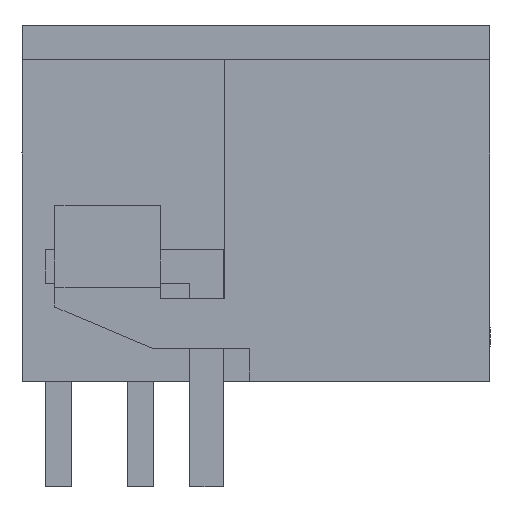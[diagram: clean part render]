
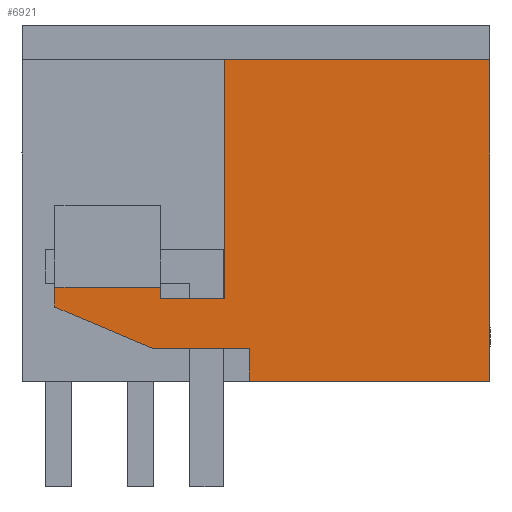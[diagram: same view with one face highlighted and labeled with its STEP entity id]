
A CAD part, left-side view. The second image highlights one B-rep face of the part: STEP entity #6921.
In plain terms, the highlighted planar face has unit normal (-1, 0, 0).
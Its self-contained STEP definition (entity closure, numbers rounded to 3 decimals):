
#6859=AXIS2_PLACEMENT_3D('Plane Axis2P3D',#6856,#6857,#6858) ;
#4333=CARTESIAN_POINT('Vertex',(0.,0.,12.95)) ;
#4336=CARTESIAN_POINT('Line Origine',(0.,0.,8.075)) ;
#4340=CARTESIAN_POINT('Vertex',(0.,0.,3.2)) ;
#6352=CARTESIAN_POINT('Line Origine',(0.,3.65,3.2)) ;
#6356=CARTESIAN_POINT('Vertex',(0.,7.3,3.2)) ;
#6499=CARTESIAN_POINT('Vertex',(0.,8.05,12.95)) ;
#6502=CARTESIAN_POINT('Line Origine',(0.,4.025,12.95)) ;
#6840=CARTESIAN_POINT('Vertex',(0.,7.3,4.197)) ;
#6843=CARTESIAN_POINT('Line Origine',(0.,7.3,3.698)) ;
#6856=CARTESIAN_POINT('Axis2P3D Location',(0.,0.,12.95)) ;
#6861=CARTESIAN_POINT('Line Origine',(0.,8.05,9.325)) ;
#6865=CARTESIAN_POINT('Vertex',(0.,8.05,5.7)) ;
#6868=CARTESIAN_POINT('Line Origine',(0.,9.025,5.7)) ;
#6872=CARTESIAN_POINT('Vertex',(0.,10.,5.7)) ;
#6875=CARTESIAN_POINT('Line Origine',(0.,10.,5.875)) ;
#6879=CARTESIAN_POINT('Vertex',(0.,10.,6.05)) ;
#6882=CARTESIAN_POINT('Line Origine',(0.,11.6,6.05)) ;
#6886=CARTESIAN_POINT('Vertex',(0.,13.2,6.05)) ;
#6889=CARTESIAN_POINT('Line Origine',(0.,13.2,5.75)) ;
#6893=CARTESIAN_POINT('Vertex',(0.,13.2,5.45)) ;
#6896=CARTESIAN_POINT('Line Origine',(0.,11.721,4.823)) ;
#6900=CARTESIAN_POINT('Vertex',(0.,10.242,4.197)) ;
#6903=CARTESIAN_POINT('Line Origine',(0.,8.771,4.197)) ;
#4337=DIRECTION('Vector Direction',(0.,0.,-1.)) ;
#6353=DIRECTION('Vector Direction',(0.,1.,0.)) ;
#6503=DIRECTION('Vector Direction',(0.,1.,0.)) ;
#6844=DIRECTION('Vector Direction',(0.,0.,-1.)) ;
#6857=DIRECTION('Axis2P3D Direction',(1.,0.,0.)) ;
#6858=DIRECTION('Axis2P3D XDirection',(0.,0.,-1.)) ;
#6862=DIRECTION('Vector Direction',(0.,0.,1.)) ;
#6869=DIRECTION('Vector Direction',(0.,-1.,0.)) ;
#6876=DIRECTION('Vector Direction',(0.,0.,1.)) ;
#6883=DIRECTION('Vector Direction',(0.,1.,0.)) ;
#6890=DIRECTION('Vector Direction',(0.,0.,-1.)) ;
#6897=DIRECTION('Vector Direction',(0.,0.921,0.39)) ;
#6904=DIRECTION('Vector Direction',(0.,-1.,0.)) ;
#4338=VECTOR('Line Direction',#4337,1.) ;
#6354=VECTOR('Line Direction',#6353,1.) ;
#6504=VECTOR('Line Direction',#6503,1.) ;
#6845=VECTOR('Line Direction',#6844,1.) ;
#6863=VECTOR('Line Direction',#6862,1.) ;
#6870=VECTOR('Line Direction',#6869,1.) ;
#6877=VECTOR('Line Direction',#6876,1.) ;
#6884=VECTOR('Line Direction',#6883,1.) ;
#6891=VECTOR('Line Direction',#6890,1.) ;
#6898=VECTOR('Line Direction',#6897,1.) ;
#6905=VECTOR('Line Direction',#6904,1.) ;
#6909=ORIENTED_EDGE('',*,*,#6867,.F.) ;
#6910=ORIENTED_EDGE('',*,*,#6874,.F.) ;
#6911=ORIENTED_EDGE('',*,*,#6881,.F.) ;
#6912=ORIENTED_EDGE('',*,*,#6888,.F.) ;
#6913=ORIENTED_EDGE('',*,*,#6895,.F.) ;
#6914=ORIENTED_EDGE('',*,*,#6902,.F.) ;
#6915=ORIENTED_EDGE('',*,*,#6907,.F.) ;
#6916=ORIENTED_EDGE('',*,*,#6847,.F.) ;
#6917=ORIENTED_EDGE('',*,*,#6358,.F.) ;
#6918=ORIENTED_EDGE('',*,*,#4342,.F.) ;
#6919=ORIENTED_EDGE('',*,*,#6506,.T.) ;
#6921=ADVANCED_FACE('HOUSING',(#6920),#6860,.F.) ;
#4342=EDGE_CURVE('',#4334,#4341,#4339,.T.) ;
#6358=EDGE_CURVE('',#4341,#6357,#6355,.T.) ;
#6506=EDGE_CURVE('',#4334,#6500,#6505,.T.) ;
#6847=EDGE_CURVE('',#6357,#6841,#6846,.F.) ;
#6867=EDGE_CURVE('',#6866,#6500,#6864,.T.) ;
#6874=EDGE_CURVE('',#6873,#6866,#6871,.T.) ;
#6881=EDGE_CURVE('',#6880,#6873,#6878,.F.) ;
#6888=EDGE_CURVE('',#6887,#6880,#6885,.F.) ;
#6895=EDGE_CURVE('',#6894,#6887,#6892,.F.) ;
#6902=EDGE_CURVE('',#6901,#6894,#6899,.T.) ;
#6907=EDGE_CURVE('',#6841,#6901,#6906,.F.) ;
#6908=EDGE_LOOP('',(#6909,#6910,#6911,#6912,#6913,#6914,#6915,#6916,#6917,#6918,#6919)) ;
#6920=FACE_OUTER_BOUND('',#6908,.T.) ;
#4339=LINE('Line',#4336,#4338) ;
#6355=LINE('Line',#6352,#6354) ;
#6505=LINE('Line',#6502,#6504) ;
#6846=LINE('Line',#6843,#6845) ;
#6864=LINE('Line',#6861,#6863) ;
#6871=LINE('Line',#6868,#6870) ;
#6878=LINE('Line',#6875,#6877) ;
#6885=LINE('Line',#6882,#6884) ;
#6892=LINE('Line',#6889,#6891) ;
#6899=LINE('Line',#6896,#6898) ;
#6906=LINE('Line',#6903,#6905) ;
#6860=PLANE('',#6859) ;
#4334=VERTEX_POINT('',#4333) ;
#4341=VERTEX_POINT('',#4340) ;
#6357=VERTEX_POINT('',#6356) ;
#6500=VERTEX_POINT('',#6499) ;
#6841=VERTEX_POINT('',#6840) ;
#6866=VERTEX_POINT('',#6865) ;
#6873=VERTEX_POINT('',#6872) ;
#6880=VERTEX_POINT('',#6879) ;
#6887=VERTEX_POINT('',#6886) ;
#6894=VERTEX_POINT('',#6893) ;
#6901=VERTEX_POINT('',#6900) ;
